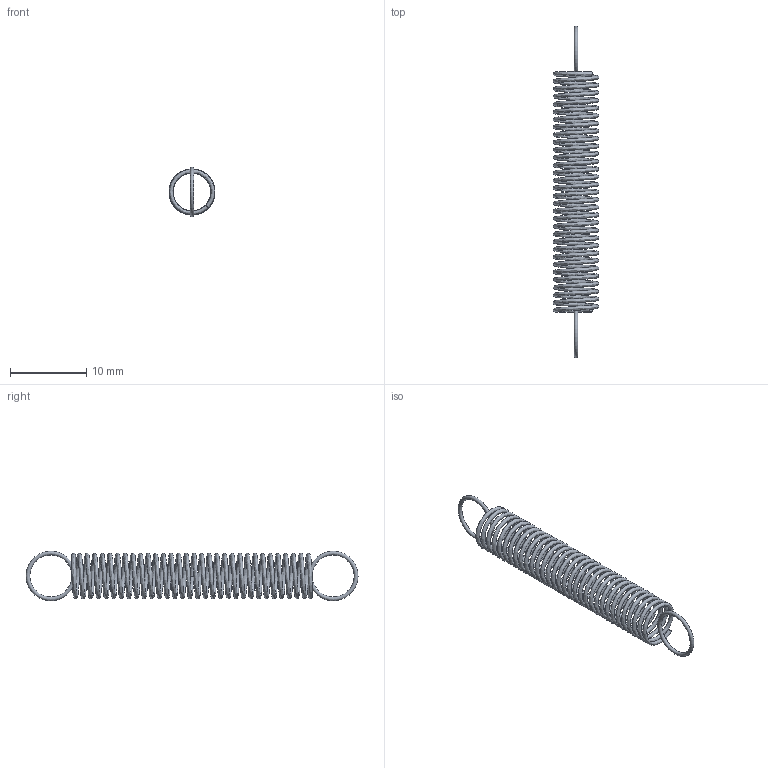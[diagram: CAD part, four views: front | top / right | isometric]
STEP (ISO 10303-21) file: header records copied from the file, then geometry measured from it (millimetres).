
FILE_DESCRIPTION(/* description */ ('Alibre Inc.'),/* implementation_level */ '2;1');
FILE_NAME(/* name */ 'export0',/* time_stamp */ '2015-07-11T13:40:48+12:00',/* author */ (''),/* organization */ (''),/* preprocessor_version */ 'ST-DEVELOPER v14',/* originating_system */ 'Alibre',/* authorisation */ '');
FILE_SCHEMA (('CONFIG_CONTROL_DESIGN'));
Length unit declared in the file: centimetre
Products named in the file (1): MSPRING01
Bounding box: 6 x 43.5 x 6.5 mm (x, y, z)
Volume: 113.9 mm3; surface area: 917.1 mm2
Topology: 3 solids, 3 shells, 6 faces, 9 edges, 5 vertices
Faces by surface type: torus 2, bspline 2, plane 2
Entity records: 2795 total; most frequent: CARTESIAN_POINT 2632, ORIENTED_EDGE 10, DIRECTION 10, ORGANIZATION 8, PERSON 8, PERSON_AND_ORGANIZATION 8, AXIS2_PLACEMENT_3D 7, FACE_BOUND 6
